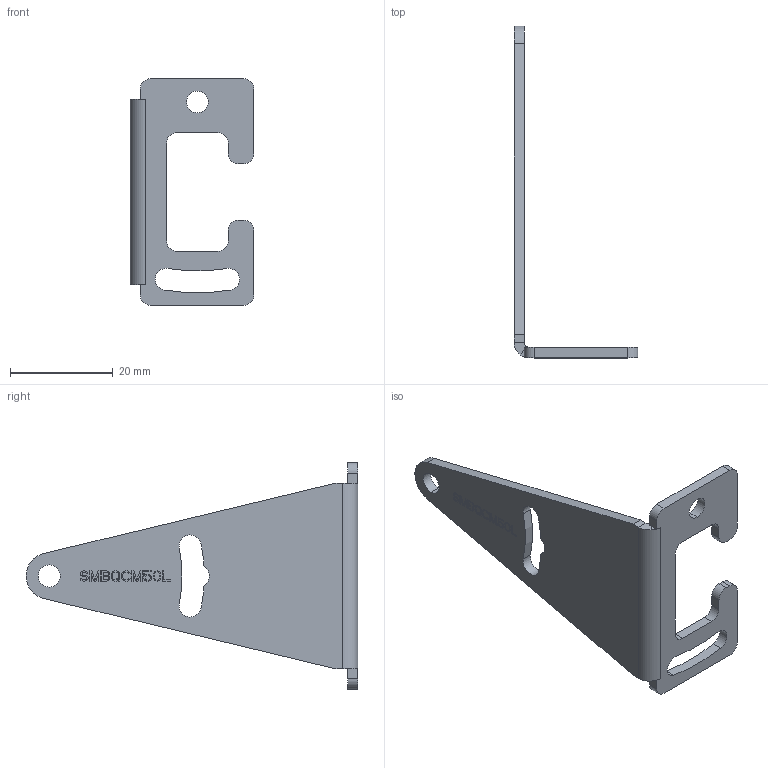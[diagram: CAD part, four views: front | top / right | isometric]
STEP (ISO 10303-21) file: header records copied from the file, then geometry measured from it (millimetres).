
FILE_DESCRIPTION((''),'2;1');
FILE_NAME('210972_ASM','2019-04-19T10:30:45',('pdmadmin'),('BANNER ENGINEERING'),'CREO PARAMETRIC BY PTC INC, 2018300','CREO PARAMETRIC BY PTC INC, 2018300','');
FILE_SCHEMA(('CONFIG_CONTROL_DESIGN'));
Length unit declared in the file: millimetre
Products named in the file (2): 210973; 210972_ASM
Assembly tree (1 placements, depth 2):
  210972_ASM
    210973
Bounding box: 24.1 x 64.5 x 44 mm (x, y, z)
Volume: 3789.8 mm3; surface area: 4567.2 mm2
Topology: 1 solids, 1 shells, 367 faces, 1048 edges, 696 vertices
Faces by surface type: plane 338, cylinder 29
Entity records: 11843 total; most frequent: CARTESIAN_POINT 2114, ORIENTED_EDGE 2096, DIRECTION 1850, EDGE_CURVE 1048, VECTOR 986, LINE 986, VERTEX_POINT 696, AXIS2_PLACEMENT_3D 432
